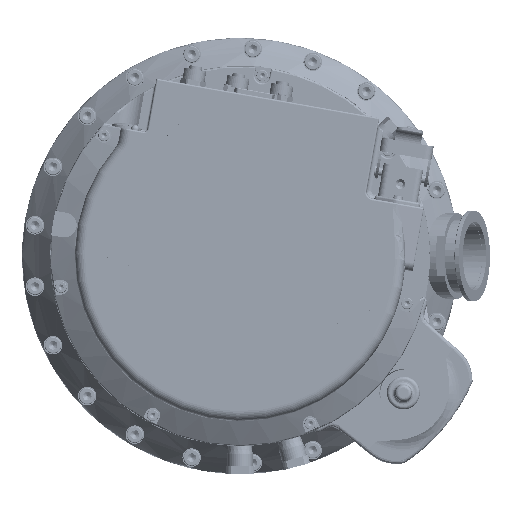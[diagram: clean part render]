
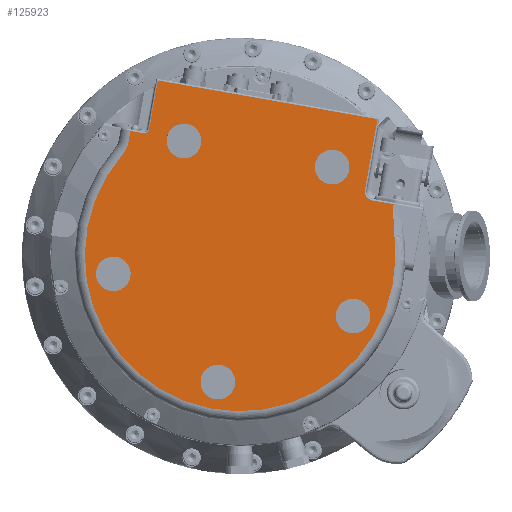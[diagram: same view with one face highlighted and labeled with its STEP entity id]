
A CAD part, front view. The second image highlights one B-rep face of the part: STEP entity #125923.
In plain terms, the highlighted planar face has unit normal (0, -1, 0).
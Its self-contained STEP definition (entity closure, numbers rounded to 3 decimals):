
#125762=CARTESIAN_POINT('',(-50.615,-155.,107.421));
#125763=DIRECTION('',(0.0,-1.0,0.0));
#125764=DIRECTION('',(0.0,0.0,-1.0));
#125765=AXIS2_PLACEMENT_3D('',#125762,#125763,#125764);
#125766=PLANE('',#125765);
#125767=CARTESIAN_POINT('',(75.591,-155.,39.981));
#125768=VERTEX_POINT('',#125767);
#125769=CARTESIAN_POINT('',(83.145,-155.,82.82));
#125770=VERTEX_POINT('',#125769);
#125771=CARTESIAN_POINT('',(75.591,-155.,39.981));
#125772=DIRECTION('',(0.174,0.,0.985));
#125773=VECTOR('',#125772,43.5);
#125774=LINE('',#125771,#125773);
#125775=EDGE_CURVE('',#125768,#125770,#125774,.T.);
#125776=ORIENTED_EDGE('',*,*,#125775,.T.);
#125777=CARTESIAN_POINT('',(-49.804,-155.,106.263));
#125778=VERTEX_POINT('',#125777);
#125779=CARTESIAN_POINT('',(83.145,-155.,82.82));
#125780=DIRECTION('',(-0.985,0.,0.174));
#125781=VECTOR('',#125780,135.);
#125782=LINE('',#125779,#125781);
#125783=EDGE_CURVE('',#125770,#125778,#125782,.T.);
#125784=ORIENTED_EDGE('',*,*,#125783,.T.);
#125785=CARTESIAN_POINT('',(-55.014,-155.,76.719));
#125786=VERTEX_POINT('',#125785);
#125787=CARTESIAN_POINT('',(-49.804,-155.,106.263));
#125788=DIRECTION('',(-0.174,0.,-0.985));
#125789=VECTOR('',#125788,30.);
#125790=LINE('',#125787,#125789);
#125791=EDGE_CURVE('',#125778,#125786,#125790,.T.);
#125792=ORIENTED_EDGE('',*,*,#125791,.T.);
#125793=CARTESIAN_POINT('',(-58.489,-155.,74.285));
#125794=VERTEX_POINT('',#125793);
#125795=CARTESIAN_POINT('',(-57.968,-155.,77.24));
#125796=DIRECTION('',(0.,1.,0.));
#125797=DIRECTION('',(-0.985,0.,0.174));
#125798=AXIS2_PLACEMENT_3D('',#125795,#125796,#125797);
#125799=CIRCLE('',#125798,3.0);
#125800=EDGE_CURVE('',#125786,#125794,#125799,.T.);
#125801=ORIENTED_EDGE('',*,*,#125800,.T.);
#125802=CARTESIAN_POINT('',(-66.368,-155.,75.674));
#125803=VERTEX_POINT('',#125802);
#125804=CARTESIAN_POINT('',(-58.489,-155.,74.285));
#125805=DIRECTION('',(-0.985,0.0,0.174));
#125806=VECTOR('',#125805,8.0);
#125807=LINE('',#125804,#125806);
#125808=EDGE_CURVE('',#125794,#125803,#125807,.T.);
#125809=ORIENTED_EDGE('',*,*,#125808,.T.);
#125810=CARTESIAN_POINT('',(-67.531,-155.,69.077));
#125811=VERTEX_POINT('',#125810);
#125812=CARTESIAN_POINT('',(-66.368,-155.,75.674));
#125813=DIRECTION('',(-0.174,0.0,-0.985));
#125814=VECTOR('',#125813,6.699);
#125815=LINE('',#125812,#125814);
#125816=EDGE_CURVE('',#125803,#125811,#125815,.T.);
#125817=ORIENTED_EDGE('',*,*,#125816,.T.);
#125818=CARTESIAN_POINT('',(-71.173,-155.,61.403));
#125819=VERTEX_POINT('',#125818);
#125820=CARTESIAN_POINT('',(-83.288,-155.,71.855));
#125821=DIRECTION('',(0.,1.,0.));
#125822=DIRECTION('',(-0.985,0.,0.174));
#125823=AXIS2_PLACEMENT_3D('',#125820,#125821,#125822);
#125824=CIRCLE('',#125823,16.0);
#125825=EDGE_CURVE('',#125811,#125819,#125824,.T.);
#125826=ORIENTED_EDGE('',*,*,#125825,.T.);
#125827=CARTESIAN_POINT('',(93.978,-155.,-2.033));
#125828=VERTEX_POINT('',#125827);
#125829=CARTESIAN_POINT('',(0.,-155.,0.));
#125830=DIRECTION('',(0.,-1.0,0.));
#125831=DIRECTION('',(-0.985,0.,0.174));
#125832=AXIS2_PLACEMENT_3D('',#125829,#125830,#125831);
#125833=CIRCLE('',#125832,94.);
#125834=EDGE_CURVE('',#125819,#125828,#125833,.T.);
#125835=ORIENTED_EDGE('',*,*,#125834,.T.);
#125836=CARTESIAN_POINT('',(92.924,-155.0,31.34));
#125837=VERTEX_POINT('',#125836);
#125838=CARTESIAN_POINT('',(93.978,-155.,-2.033));
#125839=CARTESIAN_POINT('',(94.099,-155.,3.552));
#125840=CARTESIAN_POINT('',(93.753,-155.,9.128));
#125841=CARTESIAN_POINT('',(93.036,-155.0,17.466));
#125842=CARTESIAN_POINT('',(92.762,-155.0,20.244));
#125843=CARTESIAN_POINT('',(92.493,-155.0,24.419));
#125844=CARTESIAN_POINT('',(92.427,-155.0,25.815));
#125845=CARTESIAN_POINT('',(92.455,-155.0,28.593));
#125846=CARTESIAN_POINT('',(92.503,-155.0,29.98));
#125847=CARTESIAN_POINT('',(92.924,-155.0,31.34));
#125848=B_SPLINE_CURVE_WITH_KNOTS('',3,(#125838,#125839,#125840,#125841,#125842,#125843,#125844,#125845,#125846,#125847),.UNSPECIFIED.,.F.,.U.,(4,2,2,2,4),(0.0,0.5,0.75,0.875,1.0),.UNSPECIFIED.);
#125849=EDGE_CURVE('',#125828,#125837,#125848,.T.);
#125850=ORIENTED_EDGE('',*,*,#125849,.T.);
#125851=CARTESIAN_POINT('',(80.052,-155.0,33.61));
#125852=VERTEX_POINT('',#125851);
#125853=CARTESIAN_POINT('',(92.924,-155.0,31.34));
#125854=DIRECTION('',(-0.985,0.0,0.174));
#125855=VECTOR('',#125854,13.07);
#125856=LINE('',#125853,#125855);
#125857=EDGE_CURVE('',#125837,#125852,#125856,.T.);
#125858=ORIENTED_EDGE('',*,*,#125857,.T.);
#125859=CARTESIAN_POINT('',(81.007,-155.,39.026));
#125860=DIRECTION('',(0.,1.,0.));
#125861=DIRECTION('',(-0.985,0.,0.174));
#125862=AXIS2_PLACEMENT_3D('',#125859,#125860,#125861);
#125863=CIRCLE('',#125862,5.5);
#125864=EDGE_CURVE('',#125852,#125768,#125863,.T.);
#125865=ORIENTED_EDGE('',*,*,#125864,.T.);
#125866=EDGE_LOOP('',(#125776,#125784,#125792,#125801,#125809,#125817,#125826,#125835,#125850,#125858,#125865));
#125867=FACE_OUTER_BOUND('',#125866,.T.);
#125868=CARTESIAN_POINT('',(-87.086,-155.,-8.963));
#125869=VERTEX_POINT('',#125868);
#125870=CARTESIAN_POINT('',(-76.746,-155.,-10.786));
#125871=DIRECTION('',(0.,-1.0,0.));
#125872=DIRECTION('',(-0.985,0.,0.174));
#125873=AXIS2_PLACEMENT_3D('',#125870,#125871,#125872);
#125874=CIRCLE('',#125873,10.5);
#125875=EDGE_CURVE('',#125869,#125869,#125874,.T.);
#125876=ORIENTED_EDGE('',*,*,#125875,.F.);
#125877=EDGE_LOOP('',(#125876));
#125878=FACE_BOUND('',#125877,.T.);
#125879=CARTESIAN_POINT('',(-44.314,-155.,71.48));
#125880=VERTEX_POINT('',#125879);
#125881=CARTESIAN_POINT('',(-33.974,-155.,69.657));
#125882=DIRECTION('',(0.,-1.0,0.));
#125883=DIRECTION('',(-0.985,0.,0.174));
#125884=AXIS2_PLACEMENT_3D('',#125881,#125882,#125883);
#125885=CIRCLE('',#125884,10.5);
#125886=EDGE_CURVE('',#125880,#125880,#125885,.T.);
#125887=ORIENTED_EDGE('',*,*,#125886,.F.);
#125888=EDGE_LOOP('',(#125887));
#125889=FACE_BOUND('',#125888,.T.);
#125890=CARTESIAN_POINT('',(45.408,-155.,55.659));
#125891=VERTEX_POINT('',#125890);
#125892=CARTESIAN_POINT('',(55.749,-155.,53.836));
#125893=DIRECTION('',(0.,-1.0,0.));
#125894=DIRECTION('',(-0.985,0.,0.174));
#125895=AXIS2_PLACEMENT_3D('',#125892,#125893,#125894);
#125896=CIRCLE('',#125895,10.5);
#125897=EDGE_CURVE('',#125891,#125891,#125896,.T.);
#125898=ORIENTED_EDGE('',*,*,#125897,.F.);
#125899=EDGE_LOOP('',(#125898));
#125900=FACE_BOUND('',#125899,.T.);
#125901=CARTESIAN_POINT('',(58.088,-155.,-34.561));
#125902=VERTEX_POINT('',#125901);
#125903=CARTESIAN_POINT('',(68.428,-155.,-36.384));
#125904=DIRECTION('',(0.,-1.0,0.));
#125905=DIRECTION('',(-0.985,0.,0.174));
#125906=AXIS2_PLACEMENT_3D('',#125903,#125904,#125905);
#125907=CIRCLE('',#125906,10.5);
#125908=EDGE_CURVE('',#125902,#125902,#125907,.T.);
#125909=ORIENTED_EDGE('',*,*,#125908,.F.);
#125910=EDGE_LOOP('',(#125909));
#125911=FACE_BOUND('',#125910,.T.);
#125912=CARTESIAN_POINT('',(-23.798,-155.,-74.499));
#125913=VERTEX_POINT('',#125912);
#125914=CARTESIAN_POINT('',(-13.458,-155.,-76.323));
#125915=DIRECTION('',(0.,-1.0,0.));
#125916=DIRECTION('',(-0.985,0.,0.174));
#125917=AXIS2_PLACEMENT_3D('',#125914,#125915,#125916);
#125918=CIRCLE('',#125917,10.5);
#125919=EDGE_CURVE('',#125913,#125913,#125918,.T.);
#125920=ORIENTED_EDGE('',*,*,#125919,.F.);
#125921=EDGE_LOOP('',(#125920));
#125922=FACE_BOUND('',#125921,.T.);
#125923=ADVANCED_FACE('',(#125867,#125878,#125889,#125900,#125911,#125922),#125766,.T.);
